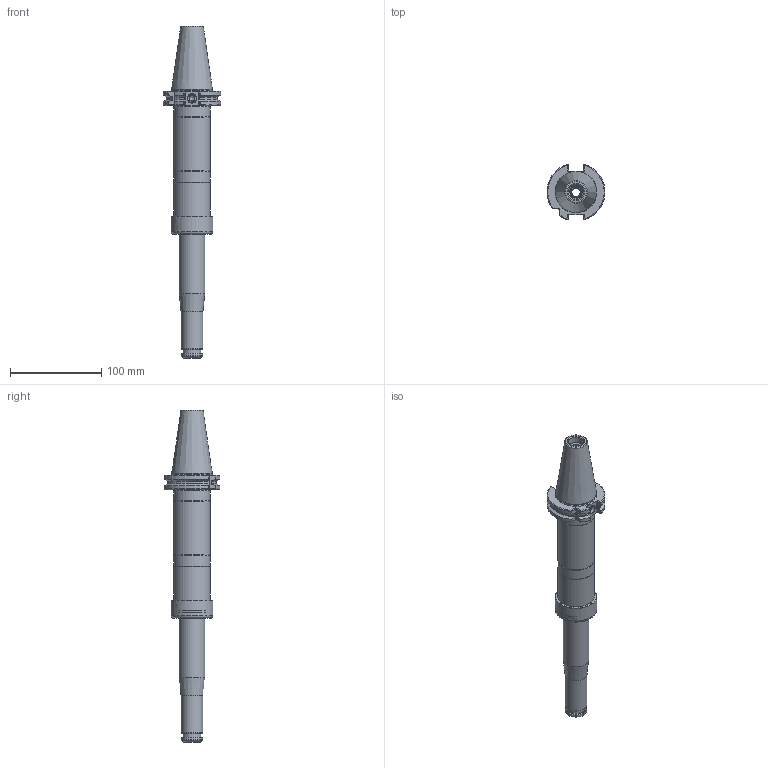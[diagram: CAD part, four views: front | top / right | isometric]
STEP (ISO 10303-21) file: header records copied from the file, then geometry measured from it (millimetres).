
FILE_DESCRIPTION(/* description */ (''),/* implementation_level */ '2;1');
FILE_NAME(/* name */ '884273130.stp',/* time_stamp */ '2023-03-15T12:07:31',/* author */ ('Ratnasingam Jekanthan'),/* organization */ ('REGO-FIX'),/* preprocessor_version */ ' Unknown',/* originating_system */ 'SIEMENS PLM Software Solid Edge ST10',/* authorization */ 'Unknown');
FILE_SCHEMA (('AUTOMOTIVE_DESIGN { 1 0 10303 214 2 1 1}'));
Length unit declared in the file: millimetre
Products named in the file (1): NOCUT
Bounding box: 63.35 x 61.01 x 363.75 mm (x, y, z)
Volume: 314175.7 mm3; surface area: 68221.2 mm2
Topology: 1 solids, 3 shells, 179 faces, 427 edges, 266 vertices
Faces by surface type: plane 56, cylinder 50, cone 48, torus 25
Full cylindrical faces by diameter (mm): 6 x1, 9 x1, 10 x2, 13 x1, 13.835 x2, 15 x1, 17 x1, 19.5 x1, 23.8 x1, 24 x2, 24.7 x1, 25 x1, 28 x1, 29 x1, 33 x1, 34 x1, 38.376 x1, 40 x2, 40.05 x1, 40.5 x2, 43.3 x1, 45.65 x1
Entity records: 5908 total; most frequent: CARTESIAN_POINT 916, DIRECTION 795, ORIENTED_EDGE 646, AXIS2_PLACEMENT_3D 342, EDGE_CURVE 323, FACE_BOUND 280, EDGE_LOOP 279, VERTEX_POINT 245
